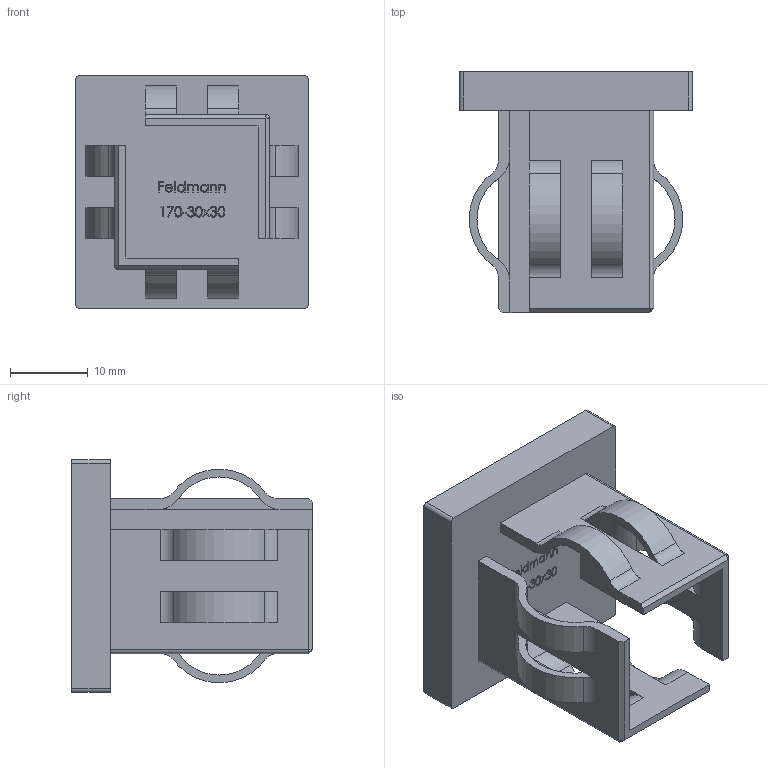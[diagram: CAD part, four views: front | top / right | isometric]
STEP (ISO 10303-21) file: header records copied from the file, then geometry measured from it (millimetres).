
FILE_DESCRIPTION (( 'STEP AP203' ), '1' );
FILE_NAME ('170-30X30.step', '2024-06-04T08:39:14', ( '' ), ( '' ), 'SwSTEP 2.0', 'SolidWorks 2018', '' );
FILE_SCHEMA (( 'CONFIG_CONTROL_DESIGN' ));
Length unit declared in the file: millimetre
Products named in the file (1): 170-30X30
Bounding box: 30 x 31 x 30 mm (x, y, z)
Volume: 6738.4 mm3; surface area: 6243.9 mm2
Topology: 1 solids, 1 shells, 318 faces, 893 edges, 584 vertices
Faces by surface type: plane 159, bspline 103, cylinder 54, cone 2
Entity records: 16086 total; most frequent: CARTESIAN_POINT 8369, ORIENTED_EDGE 1782, DIRECTION 1249, EDGE_CURVE 891, VERTEX_POINT 584, LINE 553, VECTOR 553, EDGE_LOOP 351
